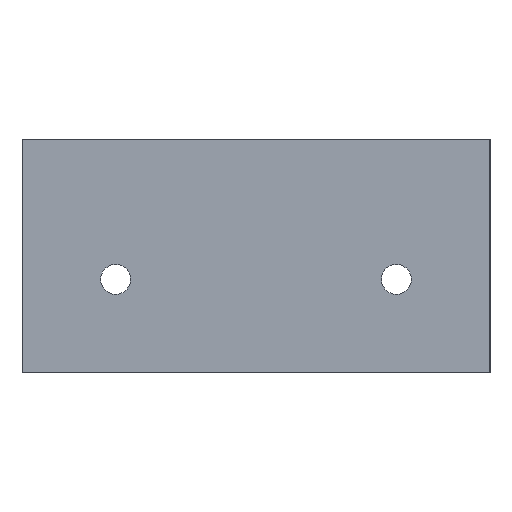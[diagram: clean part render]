
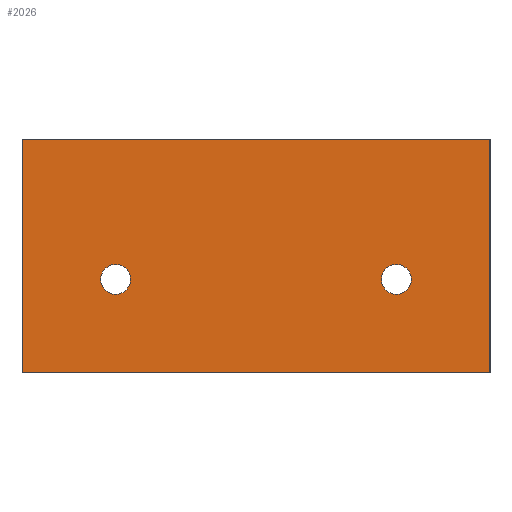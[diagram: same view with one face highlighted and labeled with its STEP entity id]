
A CAD part, left-side view. The second image highlights one B-rep face of the part: STEP entity #2026.
In plain terms, the highlighted planar face has unit normal (-1, 0, 0).
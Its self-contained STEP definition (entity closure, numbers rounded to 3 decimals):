
#88=CIRCLE('',#2117,1.6);
#89=CIRCLE('',#2119,1.6);
#210=FACE_BOUND('',#434,.T.);
#211=FACE_BOUND('',#435,.T.);
#317=FACE_OUTER_BOUND('',#433,.T.);
#433=EDGE_LOOP('',(#1804,#1805,#1806,#1807));
#434=EDGE_LOOP('',(#1808));
#435=EDGE_LOOP('',(#1809));
#449=LINE('',#2815,#626);
#537=LINE('',#3101,#714);
#623=LINE('',#3537,#800);
#624=LINE('',#3539,#801);
#626=VECTOR('',#2243,10.);
#714=VECTOR('',#2489,10.);
#800=VECTOR('',#2803,10.);
#801=VECTOR('',#2806,10.);
#803=VERTEX_POINT('',#2812);
#804=VERTEX_POINT('',#2814);
#919=VERTEX_POINT('',#3086);
#920=VERTEX_POINT('',#3090);
#923=VERTEX_POINT('',#3100);
#999=VERTEX_POINT('',#3535);
#1001=EDGE_CURVE('',#803,#804,#449,.T.);
#1137=EDGE_CURVE('',#919,#919,#88,.T.);
#1139=EDGE_CURVE('',#920,#920,#89,.T.);
#1144=EDGE_CURVE('',#923,#804,#537,.T.);
#1295=EDGE_CURVE('',#999,#803,#623,.T.);
#1296=EDGE_CURVE('',#999,#923,#624,.T.);
#1804=ORIENTED_EDGE('',*,*,#1295,.F.);
#1805=ORIENTED_EDGE('',*,*,#1296,.T.);
#1806=ORIENTED_EDGE('',*,*,#1144,.T.);
#1807=ORIENTED_EDGE('',*,*,#1001,.F.);
#1808=ORIENTED_EDGE('',*,*,#1137,.T.);
#1809=ORIENTED_EDGE('',*,*,#1139,.T.);
#1930=PLANE('',#2236);
#2026=ADVANCED_FACE('',(#317,#210,#211),#1930,.T.);
#2117=AXIS2_PLACEMENT_3D('',#3087,#2474,#2475);
#2119=AXIS2_PLACEMENT_3D('',#3091,#2479,#2480);
#2236=AXIS2_PLACEMENT_3D('',#3538,#2804,#2805);
#2243=DIRECTION('',(0.,-1.,0.));
#2474=DIRECTION('center_axis',(1.,0.,0.));
#2475=DIRECTION('ref_axis',(0.,-1.,0.));
#2479=DIRECTION('center_axis',(1.,0.,0.));
#2480=DIRECTION('ref_axis',(0.,-1.,0.));
#2489=DIRECTION('',(0.,0.,1.));
#2803=DIRECTION('',(0.,0.,1.));
#2804=DIRECTION('center_axis',(-1.,0.,0.));
#2805=DIRECTION('ref_axis',(0.,-1.,0.));
#2806=DIRECTION('',(0.,-1.,0.));
#2812=CARTESIAN_POINT('',(0.,50.,25.));
#2814=CARTESIAN_POINT('',(0.,0.,25.));
#2815=CARTESIAN_POINT('',(0.,37.5,25.));
#3086=CARTESIAN_POINT('',(0.,11.6,10.));
#3087=CARTESIAN_POINT('Origin',(0.,10.,10.));
#3090=CARTESIAN_POINT('',(0.,41.6,10.));
#3091=CARTESIAN_POINT('Origin',(0.,40.,10.));
#3100=CARTESIAN_POINT('',(0.,0.,0.));
#3101=CARTESIAN_POINT('',(0.,0.,0.));
#3535=CARTESIAN_POINT('',(0.,50.,0.));
#3537=CARTESIAN_POINT('',(0.,50.,0.));
#3538=CARTESIAN_POINT('Origin',(0.,50.,0.));
#3539=CARTESIAN_POINT('',(0.,50.,0.));
